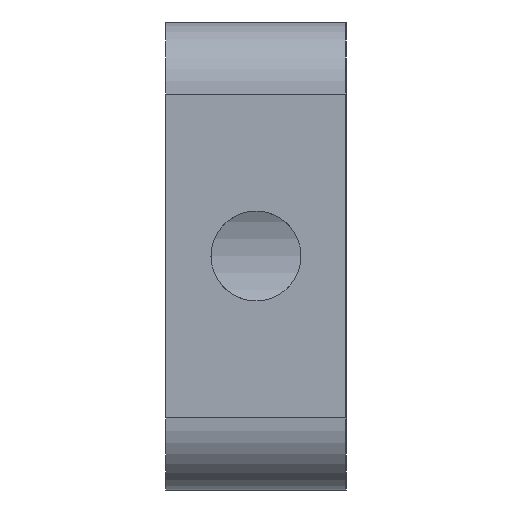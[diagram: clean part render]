
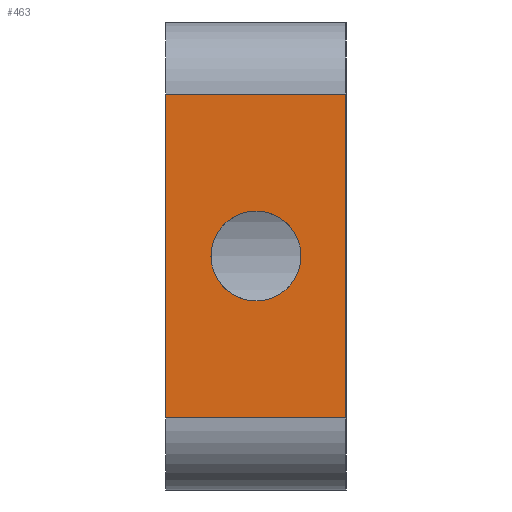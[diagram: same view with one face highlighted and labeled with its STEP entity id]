
A CAD part, left-side view. The second image highlights one B-rep face of the part: STEP entity #463.
In plain terms, the highlighted planar face has unit normal (-1, 0, 0).
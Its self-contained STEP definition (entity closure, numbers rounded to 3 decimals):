
#23 = LINE ( 'NONE', #292, #725 ) ;
#46 = VERTEX_POINT ( 'NONE', #616 ) ;
#47 = CARTESIAN_POINT ( 'NONE',  ( -15., 5., 4.5 ) ) ;
#53 = VECTOR ( 'NONE', #359, 1000. ) ;
#54 = CARTESIAN_POINT ( 'NONE',  ( -15., 2.5, 0. ) ) ;
#71 = AXIS2_PLACEMENT_3D ( 'NONE', #220, #351, #792 ) ;
#75 = EDGE_LOOP ( 'NONE', ( #104, #372, #684, #482 ) ) ;
#104 = ORIENTED_EDGE ( 'NONE', *, *, #174, .T. ) ;
#126 = EDGE_LOOP ( 'NONE', ( #653, #298 ) ) ;
#129 = CARTESIAN_POINT ( 'NONE',  ( -15., 2.5, -1.25 ) ) ;
#132 = LINE ( 'NONE', #508, #786 ) ;
#158 = VERTEX_POINT ( 'NONE', #572 ) ;
#171 = VERTEX_POINT ( 'NONE', #129 ) ;
#174 = EDGE_CURVE ( 'NONE', #158, #46, #132, .T. ) ;
#179 = FACE_OUTER_BOUND ( 'NONE', #75, .T. ) ;
#220 = CARTESIAN_POINT ( 'NONE',  ( -15., 5., 4.5 ) ) ;
#232 = DIRECTION ( 'NONE',  ( 0., -1., 0. ) ) ;
#234 = CARTESIAN_POINT ( 'NONE',  ( -15., 5., -4.5 ) ) ;
#292 = CARTESIAN_POINT ( 'NONE',  ( -15., 5., 4.5 ) ) ;
#298 = ORIENTED_EDGE ( 'NONE', *, *, #376, .F. ) ;
#303 = AXIS2_PLACEMENT_3D ( 'NONE', #665, #398, #724 ) ;
#312 = VERTEX_POINT ( 'NONE', #656 ) ;
#351 = DIRECTION ( 'NONE',  ( 1., 0., 0. ) ) ;
#352 = AXIS2_PLACEMENT_3D ( 'NONE', #54, #436, #812 ) ;
#359 = DIRECTION ( 'NONE',  ( 0., 0., 1. ) ) ;
#371 = FACE_BOUND ( 'NONE', #126, .T. ) ;
#372 = ORIENTED_EDGE ( 'NONE', *, *, #813, .F. ) ;
#376 = EDGE_CURVE ( 'NONE', #171, #481, #557, .T. ) ;
#377 = DIRECTION ( 'NONE',  ( 0., 0., 1. ) ) ;
#398 = DIRECTION ( 'NONE',  ( -1., 0., 0. ) ) ;
#436 = DIRECTION ( 'NONE',  ( -1., 0., 0. ) ) ;
#463 = ADVANCED_FACE ( 'NONE', ( #371, #179 ), #539, .F. ) ;
#481 = VERTEX_POINT ( 'NONE', #674 ) ;
#482 = ORIENTED_EDGE ( 'NONE', *, *, #556, .T. ) ;
#508 = CARTESIAN_POINT ( 'NONE',  ( -15., 0., 4.5 ) ) ;
#510 = CIRCLE ( 'NONE', #352, 1.25 ) ;
#538 = VERTEX_POINT ( 'NONE', #740 ) ;
#539 = PLANE ( 'NONE',  #71 ) ;
#556 = EDGE_CURVE ( 'NONE', #312, #158, #631, .T. ) ;
#557 = CIRCLE ( 'NONE', #303, 1.25 ) ;
#572 = CARTESIAN_POINT ( 'NONE',  ( -15., 0., -4.5 ) ) ;
#616 = CARTESIAN_POINT ( 'NONE',  ( -15., 0., 4.5 ) ) ;
#631 = LINE ( 'NONE', #234, #761 ) ;
#653 = ORIENTED_EDGE ( 'NONE', *, *, #687, .F. ) ;
#656 = CARTESIAN_POINT ( 'NONE',  ( -15., 5., -4.5 ) ) ;
#665 = CARTESIAN_POINT ( 'NONE',  ( -15., 2.5, 0. ) ) ;
#674 = CARTESIAN_POINT ( 'NONE',  ( -15., 2.5, 1.25 ) ) ;
#684 = ORIENTED_EDGE ( 'NONE', *, *, #785, .F. ) ;
#687 = EDGE_CURVE ( 'NONE', #481, #171, #510, .T. ) ;
#706 = LINE ( 'NONE', #47, #53 ) ;
#724 = DIRECTION ( 'NONE',  ( 0., 0., 1. ) ) ;
#725 = VECTOR ( 'NONE', #232, 1000. ) ;
#740 = CARTESIAN_POINT ( 'NONE',  ( -15., 5., 4.5 ) ) ;
#744 = DIRECTION ( 'NONE',  ( 0., -1., 0. ) ) ;
#761 = VECTOR ( 'NONE', #744, 1000. ) ;
#785 = EDGE_CURVE ( 'NONE', #312, #538, #706, .T. ) ;
#786 = VECTOR ( 'NONE', #377, 1000. ) ;
#792 = DIRECTION ( 'NONE',  ( 0., 0., -1. ) ) ;
#812 = DIRECTION ( 'NONE',  ( 0., 0., 1. ) ) ;
#813 = EDGE_CURVE ( 'NONE', #538, #46, #23, .T. ) ;
